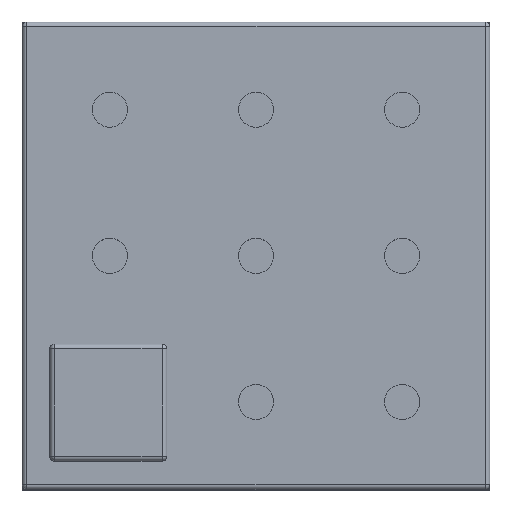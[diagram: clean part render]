
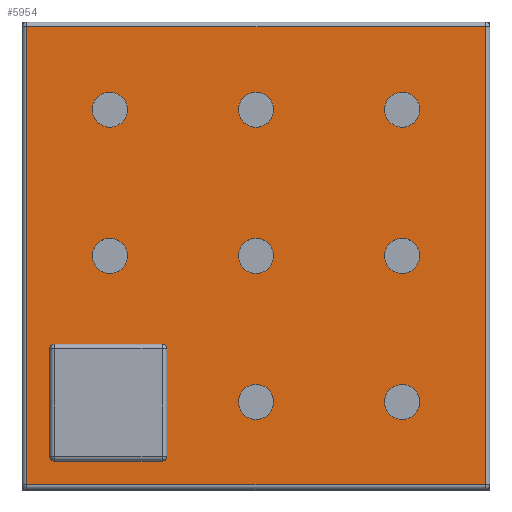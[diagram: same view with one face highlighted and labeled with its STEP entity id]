
A CAD part, top view. The second image highlights one B-rep face of the part: STEP entity #5954.
In plain terms, the highlighted planar face has unit normal (0, 0, 1).
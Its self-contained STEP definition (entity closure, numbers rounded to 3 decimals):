
#432=FACE_BOUND('',#2134,.T.);
#433=FACE_BOUND('',#2135,.T.);
#434=FACE_BOUND('',#2136,.T.);
#435=FACE_BOUND('',#2137,.T.);
#436=FACE_BOUND('',#2138,.T.);
#437=FACE_BOUND('',#2139,.T.);
#438=FACE_BOUND('',#2140,.T.);
#439=FACE_BOUND('',#2141,.T.);
#440=FACE_BOUND('',#2142,.T.);
#750=LINE('',#9523,#1271);
#752=LINE('',#9527,#1273);
#757=LINE('',#9534,#1278);
#759=LINE('',#9537,#1280);
#1271=VECTOR('',#7227,8.);
#1273=VECTOR('',#7233,8.);
#1278=VECTOR('',#7242,8.);
#1280=VECTOR('',#7246,8.);
#1749=FACE_OUTER_BOUND('',#2133,.T.);
#2133=EDGE_LOOP('',(#4760,#4761,#4762,#4763));
#2134=EDGE_LOOP('',(#4764));
#2135=EDGE_LOOP('',(#4765));
#2136=EDGE_LOOP('',(#4766));
#2137=EDGE_LOOP('',(#4767));
#2138=EDGE_LOOP('',(#4768));
#2139=EDGE_LOOP('',(#4769));
#2140=EDGE_LOOP('',(#4770));
#2141=EDGE_LOOP('',(#4771));
#2142=EDGE_LOOP('',(#4772));
#2336=CIRCLE('',#6224,3.);
#2338=CIRCLE('',#6228,3.);
#2340=CIRCLE('',#6232,3.);
#2342=CIRCLE('',#6236,3.);
#2344=CIRCLE('',#6240,3.);
#2346=CIRCLE('',#6244,3.);
#2348=CIRCLE('',#6248,3.);
#2350=CIRCLE('',#6252,3.);
#2352=CIRCLE('',#6256,3.);
#2504=VERTEX_POINT('',#8001);
#2506=VERTEX_POINT('',#8008);
#2508=VERTEX_POINT('',#8015);
#2510=VERTEX_POINT('',#8022);
#2512=VERTEX_POINT('',#8029);
#2514=VERTEX_POINT('',#8036);
#2516=VERTEX_POINT('',#8043);
#2518=VERTEX_POINT('',#8050);
#2520=VERTEX_POINT('',#8057);
#2732=VERTEX_POINT('',#9494);
#2736=VERTEX_POINT('',#9506);
#2737=VERTEX_POINT('',#9510);
#2740=VERTEX_POINT('',#9517);
#3092=EDGE_CURVE('',#2504,#2504,#2336,.T.);
#3095=EDGE_CURVE('',#2506,#2506,#2338,.T.);
#3098=EDGE_CURVE('',#2508,#2508,#2340,.T.);
#3101=EDGE_CURVE('',#2510,#2510,#2342,.T.);
#3104=EDGE_CURVE('',#2512,#2512,#2344,.T.);
#3107=EDGE_CURVE('',#2514,#2514,#2346,.T.);
#3110=EDGE_CURVE('',#2516,#2516,#2348,.T.);
#3113=EDGE_CURVE('',#2518,#2518,#2350,.T.);
#3116=EDGE_CURVE('',#2520,#2520,#2352,.T.);
#3441=EDGE_CURVE('',#2740,#2736,#750,.T.);
#3443=EDGE_CURVE('',#2737,#2740,#752,.T.);
#3448=EDGE_CURVE('',#2732,#2737,#757,.T.);
#3450=EDGE_CURVE('',#2736,#2732,#759,.T.);
#4760=ORIENTED_EDGE('',*,*,#3441,.F.);
#4761=ORIENTED_EDGE('',*,*,#3443,.F.);
#4762=ORIENTED_EDGE('',*,*,#3448,.F.);
#4763=ORIENTED_EDGE('',*,*,#3450,.F.);
#4764=ORIENTED_EDGE('',*,*,#3092,.T.);
#4765=ORIENTED_EDGE('',*,*,#3095,.T.);
#4766=ORIENTED_EDGE('',*,*,#3098,.T.);
#4767=ORIENTED_EDGE('',*,*,#3101,.T.);
#4768=ORIENTED_EDGE('',*,*,#3104,.T.);
#4769=ORIENTED_EDGE('',*,*,#3107,.T.);
#4770=ORIENTED_EDGE('',*,*,#3110,.T.);
#4771=ORIENTED_EDGE('',*,*,#3113,.T.);
#4772=ORIENTED_EDGE('',*,*,#3116,.T.);
#5701=PLANE('',#6374);
#5954=ADVANCED_FACE('',(#1749,#432,#433,#434,#435,#436,#437,#438,#439,#440),
#5701,.T.);
#6224=AXIS2_PLACEMENT_3D('',#8002,#6744,#6745);
#6228=AXIS2_PLACEMENT_3D('',#8009,#6753,#6754);
#6232=AXIS2_PLACEMENT_3D('',#8016,#6762,#6763);
#6236=AXIS2_PLACEMENT_3D('',#8023,#6771,#6772);
#6240=AXIS2_PLACEMENT_3D('',#8030,#6780,#6781);
#6244=AXIS2_PLACEMENT_3D('',#8037,#6789,#6790);
#6248=AXIS2_PLACEMENT_3D('',#8044,#6798,#6799);
#6252=AXIS2_PLACEMENT_3D('',#8051,#6807,#6808);
#6256=AXIS2_PLACEMENT_3D('',#8058,#6816,#6817);
#6374=AXIS2_PLACEMENT_3D('',#9554,#7269,#7270);
#6744=DIRECTION('center_axis',(0.,0.,-1.));
#6745=DIRECTION('ref_axis',(-1.,0.,0.));
#6753=DIRECTION('center_axis',(0.,0.,-1.));
#6754=DIRECTION('ref_axis',(-1.,0.,0.));
#6762=DIRECTION('center_axis',(0.,0.,-1.));
#6763=DIRECTION('ref_axis',(-1.,0.,0.));
#6771=DIRECTION('center_axis',(0.,0.,-1.));
#6772=DIRECTION('ref_axis',(-1.,0.,0.));
#6780=DIRECTION('center_axis',(0.,0.,-1.));
#6781=DIRECTION('ref_axis',(-1.,0.,0.));
#6789=DIRECTION('center_axis',(0.,0.,-1.));
#6790=DIRECTION('ref_axis',(-1.,0.,0.));
#6798=DIRECTION('center_axis',(0.,0.,-1.));
#6799=DIRECTION('ref_axis',(-1.,0.,0.));
#6807=DIRECTION('center_axis',(0.,0.,-1.));
#6808=DIRECTION('ref_axis',(-1.,0.,0.));
#6816=DIRECTION('center_axis',(0.,0.,-1.));
#6817=DIRECTION('ref_axis',(-1.,0.,0.));
#7227=DIRECTION('',(-1.,0.,0.));
#7233=DIRECTION('',(0.,-1.,0.));
#7242=DIRECTION('',(1.,0.,0.));
#7246=DIRECTION('',(0.,1.,0.));
#7269=DIRECTION('center_axis',(0.,0.,1.));
#7270=DIRECTION('ref_axis',(1.,0.,0.));
#8001=CARTESIAN_POINT('',(87.8,34.8,37.5));
#8002=CARTESIAN_POINT('Origin',(84.8,34.8,37.5));
#8008=CARTESIAN_POINT('',(37.8,84.8,37.5));
#8009=CARTESIAN_POINT('Origin',(34.8,84.8,37.5));
#8015=CARTESIAN_POINT('',(37.8,59.8,37.5));
#8016=CARTESIAN_POINT('Origin',(34.8,59.8,37.5));
#8022=CARTESIAN_POINT('',(62.8,34.8,37.5));
#8023=CARTESIAN_POINT('Origin',(59.8,34.8,37.5));
#8029=CARTESIAN_POINT('',(87.8,59.8,37.5));
#8030=CARTESIAN_POINT('Origin',(84.8,59.8,37.5));
#8036=CARTESIAN_POINT('',(62.8,84.8,37.5));
#8037=CARTESIAN_POINT('Origin',(59.8,84.8,37.5));
#8043=CARTESIAN_POINT('',(37.8,34.8,37.5));
#8044=CARTESIAN_POINT('Origin',(34.8,34.8,37.5));
#8050=CARTESIAN_POINT('',(62.8,59.8,37.5));
#8051=CARTESIAN_POINT('Origin',(59.8,59.8,37.5));
#8057=CARTESIAN_POINT('',(87.8,84.8,37.5));
#8058=CARTESIAN_POINT('Origin',(84.8,84.8,37.5));
#9494=CARTESIAN_POINT('',(20.6,99.,37.5));
#9506=CARTESIAN_POINT('',(20.6,20.6,37.5));
#9510=CARTESIAN_POINT('',(99.,99.,37.5));
#9517=CARTESIAN_POINT('',(99.,20.6,37.5));
#9523=CARTESIAN_POINT('',(39.8,20.6,37.5));
#9527=CARTESIAN_POINT('',(99.,19.8,37.5));
#9534=CARTESIAN_POINT('',(39.8,99.,37.5));
#9537=CARTESIAN_POINT('',(20.6,19.8,37.5));
#9554=CARTESIAN_POINT('Origin',(19.8,19.8,37.5));
